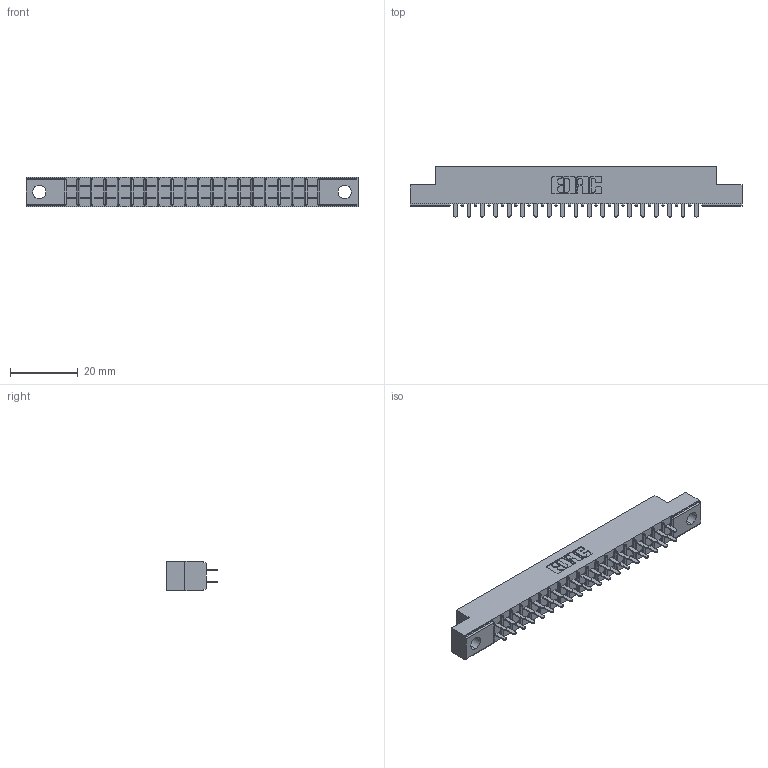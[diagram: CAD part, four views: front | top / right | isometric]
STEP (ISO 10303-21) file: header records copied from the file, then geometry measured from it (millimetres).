
FILE_DESCRIPTION (( 'STEP AP203' ), '1' );
FILE_NAME ('355-038-521-204.STEP', '2019-09-11T10:29:16', ( '' ), ( '' ), 'SwSTEP 2.0', 'SolidWorks 2016', '' );
FILE_SCHEMA (( 'CONFIG_CONTROL_DESIGN' ));
Length unit declared in the file: inch
Products named in the file (3): 355-038-521-204; 305 Part_.156 Dia; 305-290-001_521
Assembly tree (39 placements, depth 2):
  355-038-521-204
    305 Part_.156 Dia
    305-290-001_521  x38
Bounding box: 98.3 x 14.86 x 8.71 mm (x, y, z)
Volume: 6024.3 mm3; surface area: 10951.6 mm2
Topology: 39 solids, 39 shells, 1878 faces, 5349 edges, 3462 vertices
Faces by surface type: plane 1108, cylinder 694, sphere 76
Entity records: 23670 total; most frequent: CARTESIAN_POINT 3921, ORIENTED_EDGE 3886, DIRECTION 3803, EDGE_CURVE 1943, VECTOR 1555, LINE 1555, VERTEX_POINT 1242, AXIS2_PLACEMENT_3D 1124
